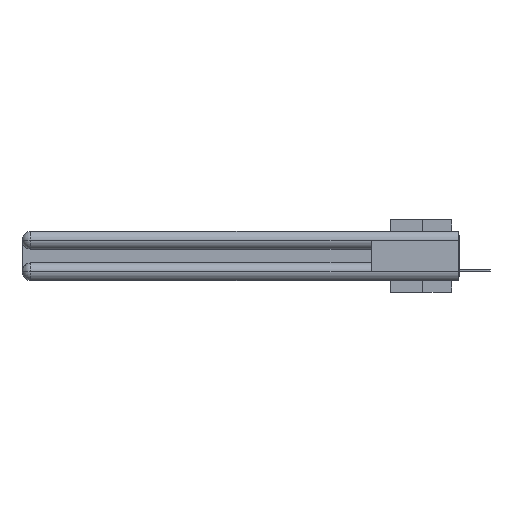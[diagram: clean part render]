
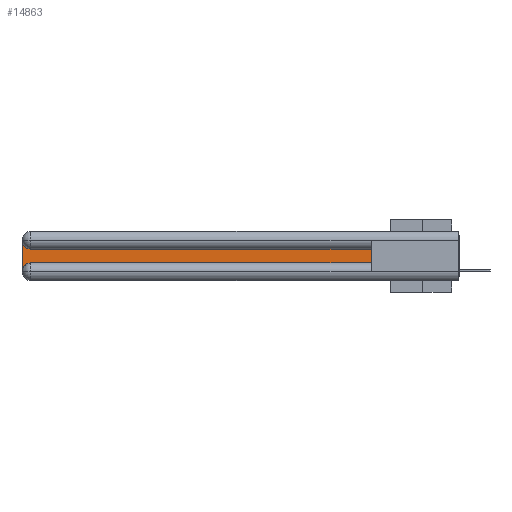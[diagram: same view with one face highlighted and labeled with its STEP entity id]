
A CAD part, left-side view. The second image highlights one B-rep face of the part: STEP entity #14863.
In plain terms, the highlighted planar face has unit normal (-1, 0, 0).
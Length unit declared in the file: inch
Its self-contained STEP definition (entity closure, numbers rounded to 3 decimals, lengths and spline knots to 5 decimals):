
#918 = EDGE_CURVE ( 'NONE', #10935, #28811, #14280, .T. ) ;
#1523 = VERTEX_POINT ( 'NONE', #6936 ) ;
#1935 = DIRECTION ( 'NONE',  ( 1., 0., 0. ) ) ;
#2300 = PLANE ( 'NONE',  #4254 ) ;
#3549 = ORIENTED_EDGE ( 'NONE', *, *, #28767, .T. ) ;
#3668 = CARTESIAN_POINT ( 'NONE',  ( 0.075, 0.6, -0.1225 ) ) ;
#4254 = AXIS2_PLACEMENT_3D ( 'NONE', #17509, #12591, #27844 ) ;
#5252 = EDGE_LOOP ( 'NONE', ( #3549, #27703, #25483, #28564, #18636, #11739 ) ) ;
#5943 = CARTESIAN_POINT ( 'NONE',  ( 0.075, 2.94, -0.0625 ) ) ;
#6198 = CARTESIAN_POINT ( 'NONE',  ( 0.075, 0.6, -0.2175 ) ) ;
#6936 = CARTESIAN_POINT ( 'NONE',  ( 0.075, 3., -0.0625 ) ) ;
#7205 = FACE_OUTER_BOUND ( 'NONE', #5252, .T. ) ;
#7562 = EDGE_CURVE ( 'NONE', #32167, #1523, #27718, .T. ) ;
#7875 = LINE ( 'NONE', #21225, #12289 ) ;
#8292 = VERTEX_POINT ( 'NONE', #29342 ) ;
#8361 = VECTOR ( 'NONE', #8581, 39.37008 ) ;
#8581 = DIRECTION ( 'NONE',  ( 0., 1., 0. ) ) ;
#8831 = CARTESIAN_POINT ( 'NONE',  ( 0.075, 3., -0.2175 ) ) ;
#10935 = VERTEX_POINT ( 'NONE', #26360 ) ;
#11576 = DIRECTION ( 'NONE',  ( 0., -1., 0. ) ) ;
#11739 = ORIENTED_EDGE ( 'NONE', *, *, #27327, .T. ) ;
#12230 = DIRECTION ( 'NONE',  ( 0., 0., -1. ) ) ;
#12289 = VECTOR ( 'NONE', #31427, 39.37008 ) ;
#12591 = DIRECTION ( 'NONE',  ( 1., 0., 0. ) ) ;
#14215 = CARTESIAN_POINT ( 'NONE',  ( 0.075, 2.94, -0.1225 ) ) ;
#14280 = LINE ( 'NONE', #30066, #21400 ) ;
#14863 = ADVANCED_FACE ( 'NONE', ( #7205 ), #2300, .F. ) ;
#16248 = DIRECTION ( 'NONE',  ( 1., 0., 0. ) ) ;
#16906 = AXIS2_PLACEMENT_3D ( 'NONE', #5943, #16248, #26576 ) ;
#17509 = CARTESIAN_POINT ( 'NONE',  ( 0.075, 3., -0.1225 ) ) ;
#17546 = VECTOR ( 'NONE', #19150, 39.37008 ) ;
#17757 = CARTESIAN_POINT ( 'NONE',  ( 0.075, 3., -0.2775 ) ) ;
#18636 = ORIENTED_EDGE ( 'NONE', *, *, #918, .T. ) ;
#19059 = LINE ( 'NONE', #3668, #8361 ) ;
#19150 = DIRECTION ( 'NONE',  ( 0., 0., -1. ) ) ;
#21225 = CARTESIAN_POINT ( 'NONE',  ( 0.075, 0.6, -0.2175 ) ) ;
#21346 = CIRCLE ( 'NONE', #25141, 0.06 ) ;
#21400 = VECTOR ( 'NONE', #11576, 39.37008 ) ;
#24693 = EDGE_CURVE ( 'NONE', #24963, #10935, #21346, .T. ) ;
#24963 = VERTEX_POINT ( 'NONE', #17757 ) ;
#25111 = CARTESIAN_POINT ( 'NONE',  ( 0.075, 2.94, -0.2775 ) ) ;
#25141 = AXIS2_PLACEMENT_3D ( 'NONE', #25111, #1935, #12230 ) ;
#25483 = ORIENTED_EDGE ( 'NONE', *, *, #29250, .T. ) ;
#26360 = CARTESIAN_POINT ( 'NONE',  ( 0.075, 2.94, -0.2175 ) ) ;
#26576 = DIRECTION ( 'NONE',  ( 0., 0., -1. ) ) ;
#27327 = EDGE_CURVE ( 'NONE', #28811, #8292, #7875, .T. ) ;
#27703 = ORIENTED_EDGE ( 'NONE', *, *, #7562, .T. ) ;
#27718 = CIRCLE ( 'NONE', #16906, 0.06 ) ;
#27844 = DIRECTION ( 'NONE',  ( 0., 0., -1. ) ) ;
#28564 = ORIENTED_EDGE ( 'NONE', *, *, #24693, .T. ) ;
#28767 = EDGE_CURVE ( 'NONE', #8292, #32167, #19059, .T. ) ;
#28811 = VERTEX_POINT ( 'NONE', #6198 ) ;
#29250 = EDGE_CURVE ( 'NONE', #1523, #24963, #29830, .T. ) ;
#29342 = CARTESIAN_POINT ( 'NONE',  ( 0.075, 0.6, -0.1225 ) ) ;
#29830 = LINE ( 'NONE', #8831, #17546 ) ;
#30066 = CARTESIAN_POINT ( 'NONE',  ( 0.075, 0.6, -0.2175 ) ) ;
#31427 = DIRECTION ( 'NONE',  ( 0., 0., 1. ) ) ;
#32167 = VERTEX_POINT ( 'NONE', #14215 ) ;
